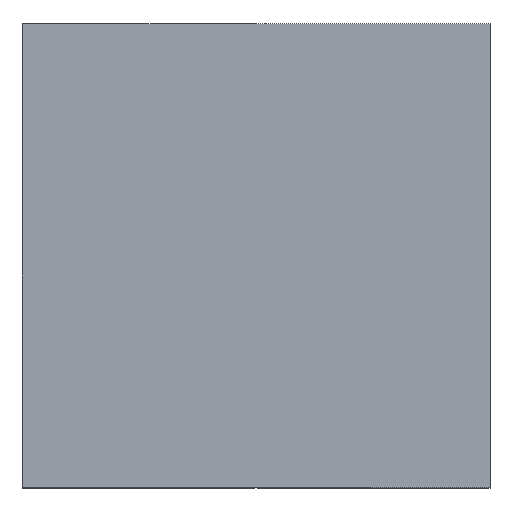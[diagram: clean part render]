
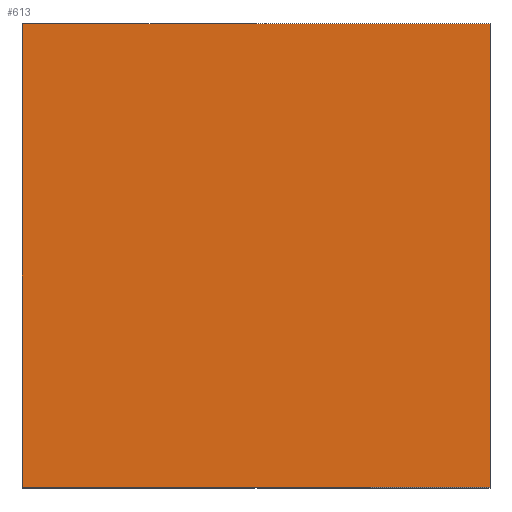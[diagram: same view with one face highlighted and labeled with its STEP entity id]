
A CAD part, top view. The second image highlights one B-rep face of the part: STEP entity #613.
In plain terms, the highlighted planar face has unit normal (0, 0, 1).
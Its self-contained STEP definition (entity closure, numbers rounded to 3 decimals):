
#226=DIRECTION('',(1.,0.,0.));
#227=VECTOR('',#226,202.);
#228=CARTESIAN_POINT('',(-101.,0.,127.5));
#229=LINE('',#228,#227);
#322=DIRECTION('',(1.,0.,0.));
#323=VECTOR('',#322,202.);
#324=CARTESIAN_POINT('',(-101.,200.,127.5));
#325=LINE('',#324,#323);
#350=DIRECTION('',(0.,1.,0.));
#351=VECTOR('',#350,200.);
#352=CARTESIAN_POINT('',(-101.,0.,127.5));
#353=LINE('',#352,#351);
#354=DIRECTION('',(0.,1.,0.));
#355=VECTOR('',#354,200.);
#356=CARTESIAN_POINT('',(101.,0.,127.5));
#357=LINE('',#356,#355);
#359=CARTESIAN_POINT('',(-101.,0.,127.5));
#361=VERTEX_POINT('',#359);
#362=CARTESIAN_POINT('',(101.,0.,127.5));
#363=VERTEX_POINT('',#362);
#375=CARTESIAN_POINT('',(-101.,200.,127.5));
#377=VERTEX_POINT('',#375);
#378=CARTESIAN_POINT('',(101.,200.,127.5));
#379=VERTEX_POINT('',#378);
#601=CARTESIAN_POINT('',(-101.,0.,127.5));
#602=DIRECTION('',(0.,0.,1.));
#603=DIRECTION('',(1.,0.,0.));
#604=AXIS2_PLACEMENT_3D('',#601,#602,#603);
#605=PLANE('',#604);
#606=ORIENTED_EDGE('',*,*,#417,.F.);
#607=ORIENTED_EDGE('',*,*,#596,.T.);
#608=ORIENTED_EDGE('',*,*,#540,.T.);
#610=ORIENTED_EDGE('',*,*,#609,.F.);
#611=EDGE_LOOP('',(#606,#607,#608,#610));
#612=FACE_OUTER_BOUND('',#611,.F.);
#417=EDGE_CURVE('',#361,#363,#229,.T.);
#540=EDGE_CURVE('',#377,#379,#325,.T.);
#596=EDGE_CURVE('',#361,#377,#353,.T.);
#609=EDGE_CURVE('',#363,#379,#357,.T.);
#613=ADVANCED_FACE('',(#612),#605,.T.);
